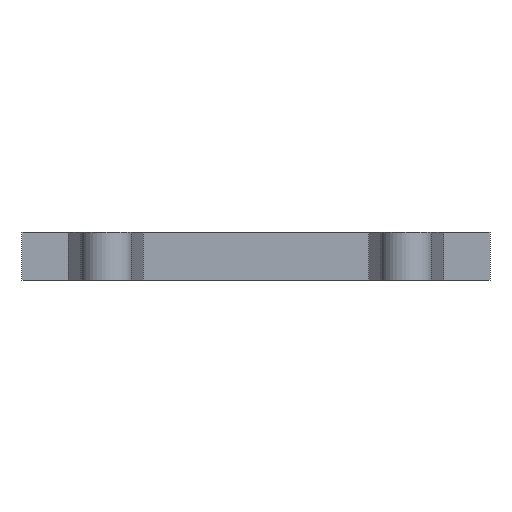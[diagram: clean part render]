
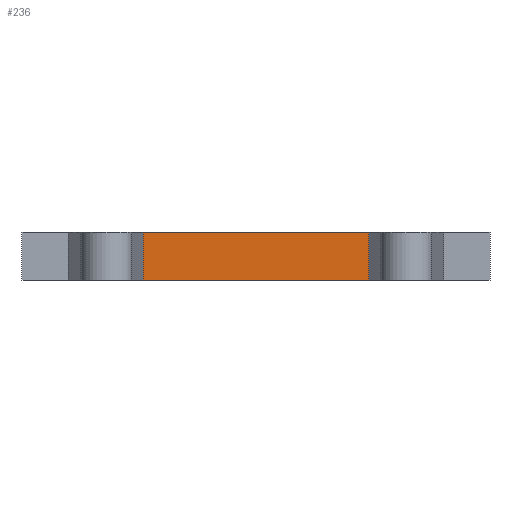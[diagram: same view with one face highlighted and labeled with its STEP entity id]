
A CAD part, front view. The second image highlights one B-rep face of the part: STEP entity #236.
In plain terms, the highlighted planar face has unit normal (0, -1, 0).
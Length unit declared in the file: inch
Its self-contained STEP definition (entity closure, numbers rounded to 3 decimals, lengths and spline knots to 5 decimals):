
#38 = VERTEX_POINT ( 'NONE', #1262 ) ;
#99 = VERTEX_POINT ( 'NONE', #545 ) ;
#119 = EDGE_CURVE ( 'NONE', #38, #99, #572, .T. ) ;
#195 = EDGE_CURVE ( 'NONE', #221, #205, #672, .T. ) ;
#205 = VERTEX_POINT ( 'NONE', #745 ) ;
#221 = VERTEX_POINT ( 'NONE', #795 ) ;
#236 = ADVANCED_FACE ( 'NONE', ( #780 ), #777, .F. ) ;
#237 = ORIENTED_EDGE ( 'NONE', *, *, #284, .F. ) ;
#253 = ORIENTED_EDGE ( 'NONE', *, *, #310, .T. ) ;
#282 = ORIENTED_EDGE ( 'NONE', *, *, #195, .T. ) ;
#284 = EDGE_CURVE ( 'NONE', #99, #205, #912, .T. ) ;
#310 = EDGE_CURVE ( 'NONE', #38, #221, #907, .T. ) ;
#319 = EDGE_LOOP ( 'NONE', ( #282, #237, #322, #253 ) ) ;
#322 = ORIENTED_EDGE ( 'NONE', *, *, #119, .F. ) ;
#545 = CARTESIAN_POINT ( 'NONE',  ( 0.075, 0.187, 0.032 ) ) ;
#572 = LINE ( 'NONE', #656, #655 ) ;
#654 = DIRECTION ( 'NONE',  ( 1., 0., 0. ) ) ;
#655 = VECTOR ( 'NONE', #654, 39.37008 ) ;
#656 = CARTESIAN_POINT ( 'NONE',  ( -0.075, 0.187, 0.032 ) ) ;
#669 = DIRECTION ( 'NONE',  ( 1., 0., 0. ) ) ;
#670 = VECTOR ( 'NONE', #669, 39.37008 ) ;
#671 = CARTESIAN_POINT ( 'NONE',  ( -0.075, 0.187, 0. ) ) ;
#672 = LINE ( 'NONE', #671, #670 ) ;
#745 = CARTESIAN_POINT ( 'NONE',  ( 0.075, 0.187, 0. ) ) ;
#777 = PLANE ( 'NONE',  #779 ) ;
#778 = CARTESIAN_POINT ( 'NONE',  ( -0.075, 0.187, 0.032 ) ) ;
#779 = AXIS2_PLACEMENT_3D ( 'NONE', #778, #818, #817 ) ;
#780 = FACE_OUTER_BOUND ( 'NONE', #319, .T. ) ;
#795 = CARTESIAN_POINT ( 'NONE',  ( -0.075, 0.187, 0. ) ) ;
#817 = DIRECTION ( 'NONE',  ( 0., 0., 1. ) ) ;
#818 = DIRECTION ( 'NONE',  ( 0., 1., 0. ) ) ;
#873 = DIRECTION ( 'NONE',  ( 0., 0., -1. ) ) ;
#905 = VECTOR ( 'NONE', #873, 39.37008 ) ;
#906 = CARTESIAN_POINT ( 'NONE',  ( -0.075, 0.187, 0.032 ) ) ;
#907 = LINE ( 'NONE', #906, #905 ) ;
#909 = DIRECTION ( 'NONE',  ( 0., 0., -1. ) ) ;
#910 = VECTOR ( 'NONE', #909, 39.37008 ) ;
#911 = CARTESIAN_POINT ( 'NONE',  ( 0.075, 0.187, 0.032 ) ) ;
#912 = LINE ( 'NONE', #911, #910 ) ;
#1262 = CARTESIAN_POINT ( 'NONE',  ( -0.075, 0.187, 0.032 ) ) ;
